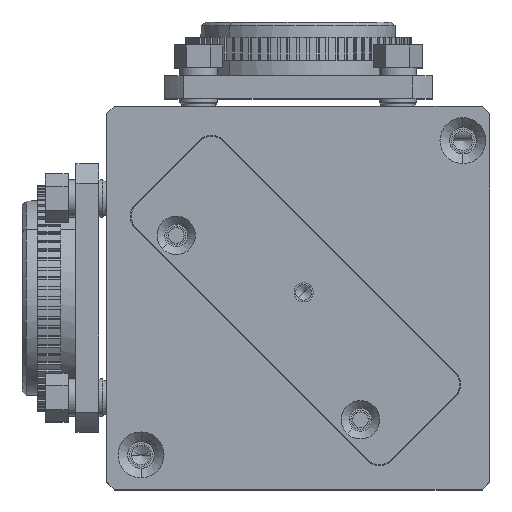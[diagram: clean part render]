
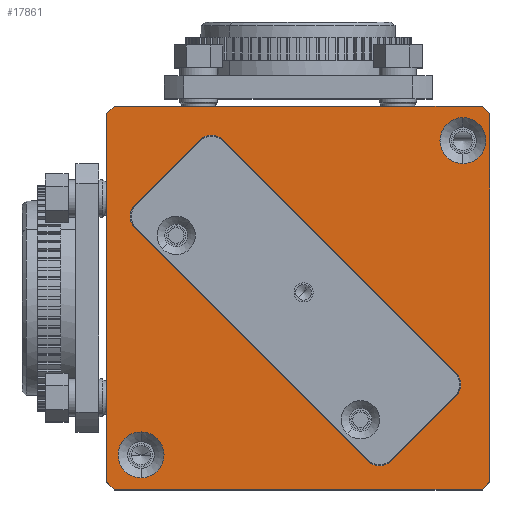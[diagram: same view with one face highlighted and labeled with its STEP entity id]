
A CAD part, top view. The second image highlights one B-rep face of the part: STEP entity #17861.
In plain terms, the highlighted planar face has unit normal (0, 0, 1).
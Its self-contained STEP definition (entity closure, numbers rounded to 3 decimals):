
#1834=CARTESIAN_POINT('',(10.607,-19.94,24.5));
#1835=DIRECTION('',(0.,0.,-1.));
#1836=DIRECTION('',(0.707,-0.707,0.));
#1837=AXIS2_PLACEMENT_3D('',#1834,#1835,#1836);
#1851=CARTESIAN_POINT('',(-19.94,10.607,24.5));
#1852=DIRECTION('',(0.,0.,-1.));
#1853=DIRECTION('',(-0.707,-0.707,0.));
#1854=AXIS2_PLACEMENT_3D('',#1851,#1852,#1853);
#1864=CARTESIAN_POINT('',(-11.314,19.233,24.5));
#1865=DIRECTION('',(0.,0.,-1.));
#1866=DIRECTION('',(-0.707,0.707,0.));
#1867=AXIS2_PLACEMENT_3D('',#1864,#1865,#1866);
#1877=CARTESIAN_POINT('',(19.233,-11.314,24.5));
#1878=DIRECTION('',(0.,0.,-1.));
#1879=DIRECTION('',(0.707,0.707,0.));
#1880=AXIS2_PLACEMENT_3D('',#1877,#1878,#1879);
#1886=CARTESIAN_POINT('',(21.5,20.5,24.5));
#1887=DIRECTION('',(0.,0.,-1.));
#1888=DIRECTION('',(0.,1.,0.));
#1889=AXIS2_PLACEMENT_3D('',#1886,#1887,#1888);
#1891=CARTESIAN_POINT('',(21.5,20.5,24.5));
#1892=DIRECTION('',(0.,0.,-1.));
#1893=DIRECTION('',(0.,-1.,0.));
#1894=AXIS2_PLACEMENT_3D('',#1891,#1892,#1893);
#1896=CARTESIAN_POINT('',(-20.5,-20.5,24.5));
#1897=DIRECTION('',(0.,0.,-1.));
#1898=DIRECTION('',(0.,1.,0.));
#1899=AXIS2_PLACEMENT_3D('',#1896,#1897,#1898);
#1901=CARTESIAN_POINT('',(-20.5,-20.5,24.5));
#1902=DIRECTION('',(0.,0.,-1.));
#1903=DIRECTION('',(0.,-1.,0.));
#1904=AXIS2_PLACEMENT_3D('',#1901,#1902,#1903);
#1906=DIRECTION('',(-0.707,0.707,0.));
#1907=VECTOR('',#1906,1.414);
#1908=CARTESIAN_POINT('',(25.,24.,24.5));
#1909=LINE('',#1908,#1907);
#1910=DIRECTION('',(0.,-1.,0.));
#1911=VECTOR('',#1910,48.);
#1912=CARTESIAN_POINT('',(25.,24.,24.5));
#1913=LINE('',#1912,#1911);
#1914=DIRECTION('',(0.707,0.707,0.));
#1915=VECTOR('',#1914,1.414);
#1916=CARTESIAN_POINT('',(24.,-25.,24.5));
#1917=LINE('',#1916,#1915);
#1918=DIRECTION('',(-1.,0.,0.));
#1919=VECTOR('',#1918,48.);
#1920=CARTESIAN_POINT('',(24.,-25.,24.5));
#1921=LINE('',#1920,#1919);
#1922=DIRECTION('',(0.707,-0.707,0.));
#1923=VECTOR('',#1922,1.414);
#1924=CARTESIAN_POINT('',(-25.,-24.,24.5));
#1925=LINE('',#1924,#1923);
#1926=DIRECTION('',(0.,1.,0.));
#1927=VECTOR('',#1926,48.);
#1928=CARTESIAN_POINT('',(-25.,-24.,24.5));
#1929=LINE('',#1928,#1927);
#1930=DIRECTION('',(-0.707,-0.707,0.));
#1931=VECTOR('',#1930,1.414);
#1932=CARTESIAN_POINT('',(-24.,25.,24.5));
#1933=LINE('',#1932,#1931);
#1934=DIRECTION('',(1.,0.,0.));
#1935=VECTOR('',#1934,48.);
#1936=CARTESIAN_POINT('',(-24.,25.,24.5));
#1937=LINE('',#1936,#1935);
#1938=DIRECTION('',(0.707,0.707,0.));
#1939=VECTOR('',#1938,12.2);
#1940=CARTESIAN_POINT('',(12.021,-21.355,24.5));
#1941=LINE('',#1940,#1939);
#1942=DIRECTION('',(-0.707,0.707,0.));
#1943=VECTOR('',#1942,43.2);
#1944=CARTESIAN_POINT('',(20.648,-9.899,24.5));
#1945=LINE('',#1944,#1943);
#1946=DIRECTION('',(-0.707,-0.707,0.));
#1947=VECTOR('',#1946,12.2);
#1948=CARTESIAN_POINT('',(-12.728,20.648,24.5));
#1949=LINE('',#1948,#1947);
#1950=DIRECTION('',(0.707,-0.707,0.));
#1951=VECTOR('',#1950,43.2);
#1952=CARTESIAN_POINT('',(-21.355,9.192,24.5));
#1953=LINE('',#1952,#1951);
#12502=CARTESIAN_POINT('',(21.5,23.5,24.5));
#12503=CARTESIAN_POINT('',(21.5,17.5,24.5));
#12504=VERTEX_POINT('',#12502);
#12505=VERTEX_POINT('',#12503);
#12510=CARTESIAN_POINT('',(-20.5,-17.5,24.5));
#12511=CARTESIAN_POINT('',(-20.5,-23.5,24.5));
#12512=VERTEX_POINT('',#12510);
#12513=VERTEX_POINT('',#12511);
#12518=CARTESIAN_POINT('',(25.,24.,24.5));
#12519=CARTESIAN_POINT('',(24.,25.,24.5));
#12520=VERTEX_POINT('',#12518);
#12521=VERTEX_POINT('',#12519);
#12522=CARTESIAN_POINT('',(-24.,25.,24.5));
#12523=CARTESIAN_POINT('',(-25.,24.,24.5));
#12524=VERTEX_POINT('',#12522);
#12525=VERTEX_POINT('',#12523);
#12526=CARTESIAN_POINT('',(-25.,-24.,24.5));
#12527=CARTESIAN_POINT('',(-24.,-25.,24.5));
#12528=VERTEX_POINT('',#12526);
#12529=VERTEX_POINT('',#12527);
#12530=CARTESIAN_POINT('',(24.,-25.,24.5));
#12531=CARTESIAN_POINT('',(25.,-24.,24.5));
#12532=VERTEX_POINT('',#12530);
#12533=VERTEX_POINT('',#12531);
#12578=CARTESIAN_POINT('',(12.021,-21.355,24.5));
#12579=CARTESIAN_POINT('',(20.648,-12.728,24.5));
#12580=VERTEX_POINT('',#12578);
#12581=VERTEX_POINT('',#12579);
#12582=CARTESIAN_POINT('',(20.648,-9.899,24.5));
#12583=CARTESIAN_POINT('',(-9.899,20.648,24.5));
#12584=VERTEX_POINT('',#12582);
#12585=VERTEX_POINT('',#12583);
#12586=CARTESIAN_POINT('',(-12.728,20.648,24.5));
#12587=CARTESIAN_POINT('',(-21.355,12.021,24.5));
#12588=VERTEX_POINT('',#12586);
#12589=VERTEX_POINT('',#12587);
#12590=CARTESIAN_POINT('',(-21.355,9.192,24.5));
#12591=CARTESIAN_POINT('',(9.192,-21.355,24.5));
#12592=VERTEX_POINT('',#12590);
#12593=VERTEX_POINT('',#12591);
#17817=CARTESIAN_POINT('',(0.,0.,24.5));
#17818=DIRECTION('',(0.,0.,-1.));
#17819=DIRECTION('',(0.,-1.,0.));
#17820=AXIS2_PLACEMENT_3D('',#17817,#17818,#17819);
#17821=PLANE('',#17820);
#17823=ORIENTED_EDGE('',*,*,#17822,.F.);
#17825=ORIENTED_EDGE('',*,*,#17824,.T.);
#17827=ORIENTED_EDGE('',*,*,#17826,.F.);
#17829=ORIENTED_EDGE('',*,*,#17828,.T.);
#17831=ORIENTED_EDGE('',*,*,#17830,.F.);
#17832=ORIENTED_EDGE('',*,*,#17070,.T.);
#17834=ORIENTED_EDGE('',*,*,#17833,.F.);
#17836=ORIENTED_EDGE('',*,*,#17835,.T.);
#17837=EDGE_LOOP('',(#17823,#17825,#17827,#17829,#17831,#17832,#17834,#17836));
#17838=FACE_OUTER_BOUND('',#17837,.F.);
#17840=ORIENTED_EDGE('',*,*,#17839,.F.);
#17842=ORIENTED_EDGE('',*,*,#17841,.F.);
#17843=EDGE_LOOP('',(#17840,#17842));
#17844=FACE_BOUND('',#17843,.F.);
#17846=ORIENTED_EDGE('',*,*,#17845,.F.);
#17848=ORIENTED_EDGE('',*,*,#17847,.F.);
#17849=EDGE_LOOP('',(#17846,#17848));
#17850=FACE_BOUND('',#17849,.F.);
#17851=ORIENTED_EDGE('',*,*,#17812,.T.);
#17852=ORIENTED_EDGE('',*,*,#17799,.F.);
#17853=ORIENTED_EDGE('',*,*,#17785,.T.);
#17854=ORIENTED_EDGE('',*,*,#17771,.F.);
#17855=ORIENTED_EDGE('',*,*,#17757,.T.);
#17856=ORIENTED_EDGE('',*,*,#17743,.F.);
#17857=ORIENTED_EDGE('',*,*,#17729,.T.);
#17858=ORIENTED_EDGE('',*,*,#17715,.F.);
#17859=EDGE_LOOP('',(#17851,#17852,#17853,#17854,#17855,#17856,#17857,#17858));
#17860=FACE_BOUND('',#17859,.F.);
#17861=ADVANCED_FACE('',(#17838,#17844,#17850,#17860),#17821,.F.);
#1838=CIRCLE('',#1837,2.);
#1855=CIRCLE('',#1854,2.);
#1868=CIRCLE('',#1867,2.);
#1881=CIRCLE('',#1880,2.);
#1890=CIRCLE('',#1889,3.);
#1895=CIRCLE('',#1894,3.);
#1900=CIRCLE('',#1899,3.);
#1905=CIRCLE('',#1904,3.);
#17070=EDGE_CURVE('',#12528,#12525,#1929,.T.);
#17715=EDGE_CURVE('',#12580,#12593,#1838,.T.);
#17729=EDGE_CURVE('',#12592,#12593,#1953,.T.);
#17743=EDGE_CURVE('',#12592,#12589,#1855,.T.);
#17757=EDGE_CURVE('',#12588,#12589,#1949,.T.);
#17771=EDGE_CURVE('',#12588,#12585,#1868,.T.);
#17785=EDGE_CURVE('',#12584,#12585,#1945,.T.);
#17799=EDGE_CURVE('',#12584,#12581,#1881,.T.);
#17812=EDGE_CURVE('',#12580,#12581,#1941,.T.);
#17822=EDGE_CURVE('',#12520,#12521,#1909,.T.);
#17824=EDGE_CURVE('',#12520,#12533,#1913,.T.);
#17826=EDGE_CURVE('',#12532,#12533,#1917,.T.);
#17828=EDGE_CURVE('',#12532,#12529,#1921,.T.);
#17830=EDGE_CURVE('',#12528,#12529,#1925,.T.);
#17833=EDGE_CURVE('',#12524,#12525,#1933,.T.);
#17835=EDGE_CURVE('',#12524,#12521,#1937,.T.);
#17839=EDGE_CURVE('',#12504,#12505,#1890,.T.);
#17841=EDGE_CURVE('',#12505,#12504,#1895,.T.);
#17845=EDGE_CURVE('',#12512,#12513,#1900,.T.);
#17847=EDGE_CURVE('',#12513,#12512,#1905,.T.);
